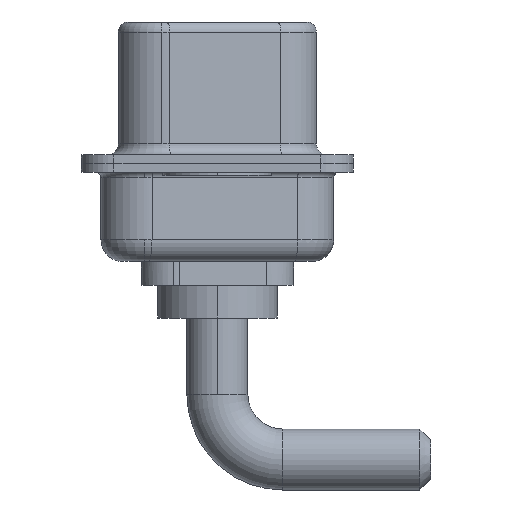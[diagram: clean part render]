
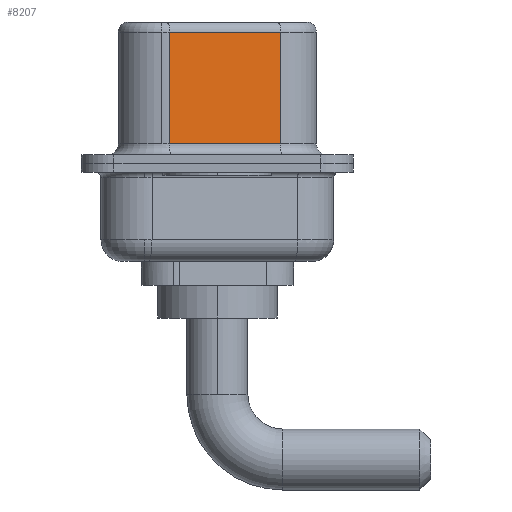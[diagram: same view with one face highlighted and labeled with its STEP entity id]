
A CAD part, left-side view. The second image highlights one B-rep face of the part: STEP entity #8207.
In plain terms, the highlighted planar face has unit normal (-0.985, -0.174, 0).
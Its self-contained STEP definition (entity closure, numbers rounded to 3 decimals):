
#348 = CARTESIAN_POINT ( 'NONE',  ( 4.58, -2.897, 0.9 ) ) ;
#617 = LINE ( 'NONE', #10477, #2217 ) ;
#719 = PLANE ( 'NONE',  #1245 ) ;
#1245 = AXIS2_PLACEMENT_3D ( 'NONE', #11289, #9234, #5369 ) ;
#1411 = CARTESIAN_POINT ( 'NONE',  ( 4.58, -2.897, 6.02 ) ) ;
#1623 = DIRECTION ( 'NONE',  ( 0., 0., -1. ) ) ;
#2217 = VECTOR ( 'NONE', #4498, 1000. ) ;
#2376 = LINE ( 'NONE', #1411, #10937 ) ;
#3397 = LINE ( 'NONE', #7288, #5313 ) ;
#3402 = FACE_OUTER_BOUND ( 'NONE', #11418, .T. ) ;
#3730 = EDGE_CURVE ( 'NONE', #10847, #12139, #4434, .T. ) ;
#4434 = LINE ( 'NONE', #12207, #8051 ) ;
#4498 = DIRECTION ( 'NONE',  ( 0.174, -0.985, 0. ) ) ;
#5037 = EDGE_CURVE ( 'NONE', #10847, #6104, #2376, .T. ) ;
#5157 = VERTEX_POINT ( 'NONE', #6571 ) ;
#5313 = VECTOR ( 'NONE', #11160, 1000. ) ;
#5369 = DIRECTION ( 'NONE',  ( -0.174, 0.985, 0. ) ) ;
#6054 = EDGE_CURVE ( 'NONE', #5157, #12139, #617, .T. ) ;
#6104 = VERTEX_POINT ( 'NONE', #7498 ) ;
#6139 = DIRECTION ( 'NONE',  ( -0.174, 0.985, 0. ) ) ;
#6571 = CARTESIAN_POINT ( 'NONE',  ( 3.68, 2.203, 0.9 ) ) ;
#6721 = ORIENTED_EDGE ( 'NONE', *, *, #5037, .T. ) ;
#6848 = CARTESIAN_POINT ( 'NONE',  ( 4.58, -2.897, 6.02 ) ) ;
#7244 = ORIENTED_EDGE ( 'NONE', *, *, #3730, .F. ) ;
#7288 = CARTESIAN_POINT ( 'NONE',  ( 3.68, 2.203, 6.52 ) ) ;
#7498 = CARTESIAN_POINT ( 'NONE',  ( 3.68, 2.203, 6.02 ) ) ;
#8051 = VECTOR ( 'NONE', #1623, 1000. ) ;
#8207 = ADVANCED_FACE ( 'NONE', ( #3402 ), #719, .F. ) ;
#9234 = DIRECTION ( 'NONE',  ( 0.985, 0.174, 0. ) ) ;
#9300 = ORIENTED_EDGE ( 'NONE', *, *, #6054, .T. ) ;
#9789 = EDGE_CURVE ( 'NONE', #6104, #5157, #3397, .T. ) ;
#10477 = CARTESIAN_POINT ( 'NONE',  ( 4.58, -2.897, 0.9 ) ) ;
#10847 = VERTEX_POINT ( 'NONE', #6848 ) ;
#10937 = VECTOR ( 'NONE', #6139, 1000. ) ;
#11032 = ORIENTED_EDGE ( 'NONE', *, *, #9789, .T. ) ;
#11160 = DIRECTION ( 'NONE',  ( 0., 0., -1. ) ) ;
#11289 = CARTESIAN_POINT ( 'NONE',  ( 4.58, -2.897, 6.52 ) ) ;
#11418 = EDGE_LOOP ( 'NONE', ( #7244, #6721, #11032, #9300 ) ) ;
#12139 = VERTEX_POINT ( 'NONE', #348 ) ;
#12207 = CARTESIAN_POINT ( 'NONE',  ( 4.58, -2.897, 6.52 ) ) ;
